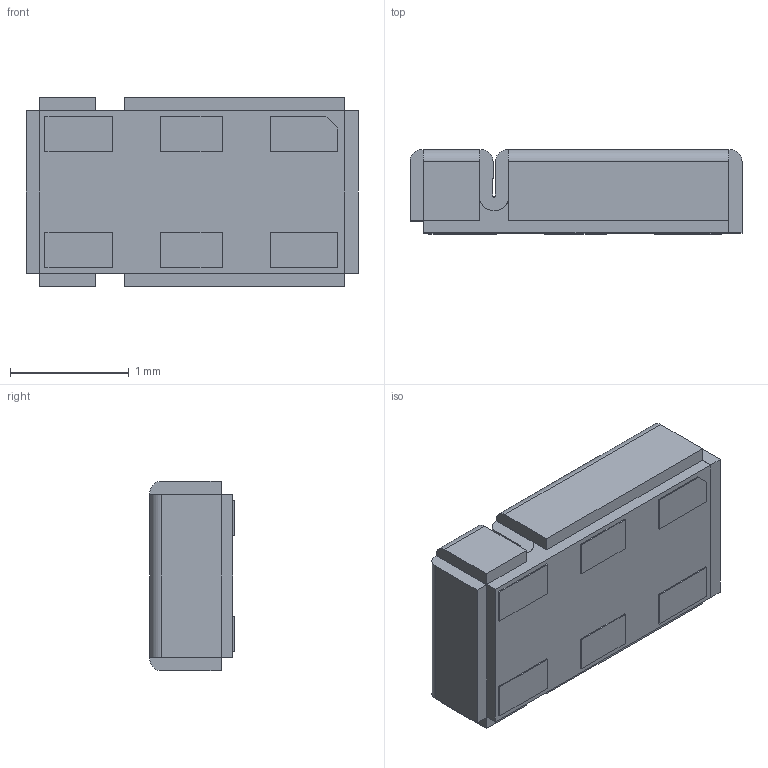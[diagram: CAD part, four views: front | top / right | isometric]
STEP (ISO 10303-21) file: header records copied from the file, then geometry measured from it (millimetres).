
FILE_DESCRIPTION (( 'STEP AP214' ), '1' );
FILE_NAME ('APDS-9999.STEP', '2024-07-05T05:48:41', ( '' ), ( '' ), 'SwSTEP 2.0', 'SolidWorks 2023', '' );
FILE_SCHEMA (( 'AUTOMOTIVE_DESIGN' ));
Length unit declared in the file: millimetre
Products named in the file (1): APDS-9999
Bounding box: 2.8 x 0.71 x 1.6 mm (x, y, z)
Volume: 2.9 mm3; surface area: 35 mm2
Topology: 8 solids, 8 shells, 130 faces, 318 edges, 210 vertices
Faces by surface type: plane 115, cylinder 15
Entity records: 5292 total; most frequent: CARTESIAN_POINT 659, ORIENTED_EDGE 636, DIRECTION 614, EDGE_CURVE 318, VECTOR 284, LINE 284, VERTEX_POINT 210, AXIS2_PLACEMENT_3D 165
